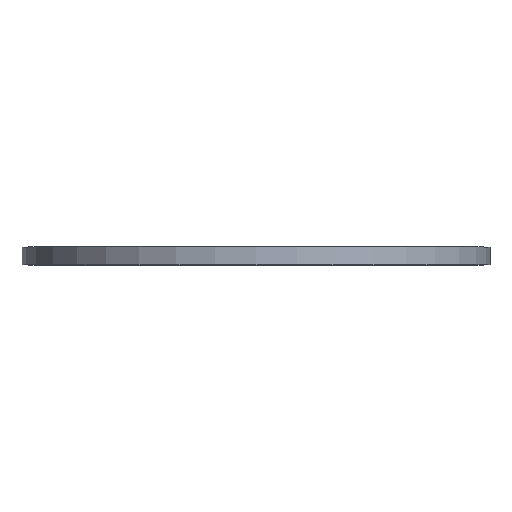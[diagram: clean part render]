
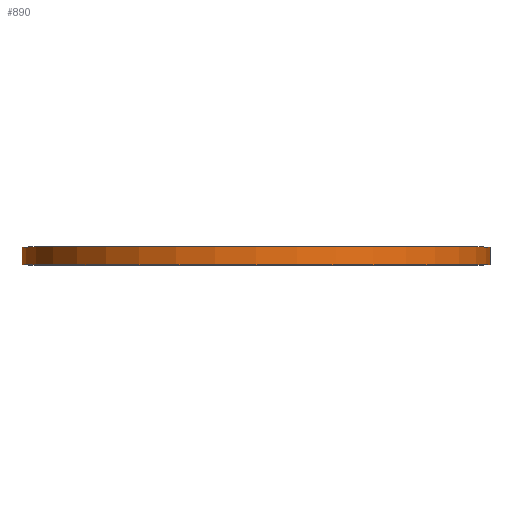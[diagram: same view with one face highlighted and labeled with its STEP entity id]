
A CAD part, top view. The second image highlights one B-rep face of the part: STEP entity #890.
In plain terms, the highlighted cylindrical face has radius 644.525 mm (diameter 1289.05 mm), a full revolution.
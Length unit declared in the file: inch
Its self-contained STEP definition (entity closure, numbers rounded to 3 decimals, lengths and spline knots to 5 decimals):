
#128=FACE_OUTER_BOUND('',#168,.T.);
#168=EDGE_LOOP('',(#735,#736,#737,#738));
#282=LINE('',#1530,#320);
#320=VECTOR('',#1296,25.375);
#395=CIRCLE('',#1027,25.375);
#396=CIRCLE('',#1028,25.375);
#471=VERTEX_POINT('',#1527);
#472=VERTEX_POINT('',#1529);
#584=EDGE_CURVE('',#471,#471,#395,.T.);
#585=EDGE_CURVE('',#471,#472,#282,.T.);
#586=EDGE_CURVE('',#472,#472,#396,.T.);
#735=ORIENTED_EDGE('',*,*,#584,.F.);
#736=ORIENTED_EDGE('',*,*,#585,.T.);
#737=ORIENTED_EDGE('',*,*,#586,.T.);
#738=ORIENTED_EDGE('',*,*,#585,.F.);
#852=CYLINDRICAL_SURFACE('',#1026,25.375);
#890=ADVANCED_FACE('',(#128),#852,.T.);
#1026=AXIS2_PLACEMENT_3D('',#1526,#1292,#1293);
#1027=AXIS2_PLACEMENT_3D('',#1528,#1294,#1295);
#1028=AXIS2_PLACEMENT_3D('',#1531,#1297,#1298);
#1292=DIRECTION('center_axis',(0.,1.,0.));
#1293=DIRECTION('ref_axis',(-1.,0.,0.));
#1294=DIRECTION('center_axis',(0.,1.,0.));
#1295=DIRECTION('ref_axis',(-1.,0.,0.));
#1296=DIRECTION('',(0.,-1.,0.));
#1297=DIRECTION('center_axis',(0.,1.,0.));
#1298=DIRECTION('ref_axis',(-1.,0.,0.));
#1526=CARTESIAN_POINT('Origin',(0.,0.,0.));
#1527=CARTESIAN_POINT('',(25.375,1.933,0.));
#1528=CARTESIAN_POINT('Origin',(0.,1.933,0.));
#1529=CARTESIAN_POINT('',(25.375,0.,0.));
#1530=CARTESIAN_POINT('',(25.375,0.,0.));
#1531=CARTESIAN_POINT('Origin',(0.,0.,0.));
